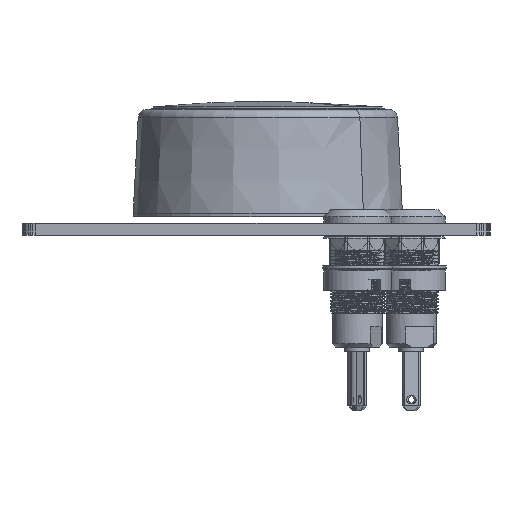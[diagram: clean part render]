
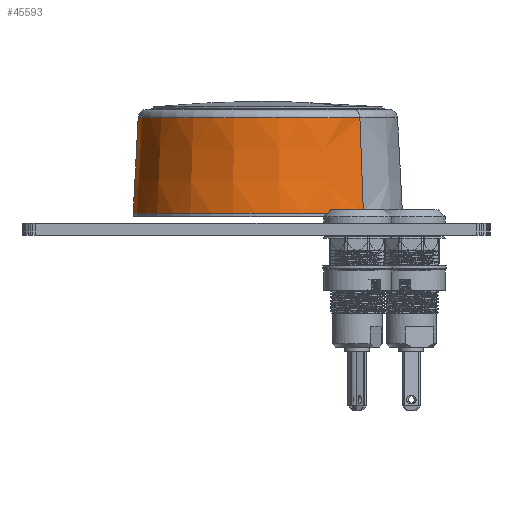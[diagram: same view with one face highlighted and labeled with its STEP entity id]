
A CAD part, left-side view. The second image highlights one B-rep face of the part: STEP entity #45593.
In plain terms, the highlighted conical face has half-angle 3 degrees and reference radius 20 mm.
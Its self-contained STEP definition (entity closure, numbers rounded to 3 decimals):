
#45292 = VERTEX_POINT('',#45293);
#45293 = CARTESIAN_POINT('',(0.,14.661,
    19.258));
#45300 = EDGE_CURVE('',#45301,#45292,#45303,.T.);
#45301 = VERTEX_POINT('',#45302);
#45302 = CARTESIAN_POINT('',(0.,14.661,-19.258));
#45303 = CIRCLE('',#45304,19.258);
#45304 = AXIS2_PLACEMENT_3D('',#45305,#45306,#45307);
#45305 = CARTESIAN_POINT('',(0.,14.661,0.));
#45306 = DIRECTION('',(0.,-1.,0.));
#45307 = DIRECTION('',(0.,0.,1.));
#45593 = ADVANCED_FACE('',(#45594),#45620,.T.);
#45594 = FACE_BOUND('',#45595,.T.);
#45595 = EDGE_LOOP('',(#45596,#45597,#45605,#45614));
#45596 = ORIENTED_EDGE('',*,*,#45300,.T.);
#45597 = ORIENTED_EDGE('',*,*,#45598,.T.);
#45598 = EDGE_CURVE('',#45292,#45599,#45601,.T.);
#45599 = VERTEX_POINT('',#45600);
#45600 = CARTESIAN_POINT('',(0.,0.5,20.));
#45601 = LINE('',#45602,#45603);
#45602 = CARTESIAN_POINT('',(0.,0.5,20.));
#45603 = VECTOR('',#45604,1.);
#45604 = DIRECTION('',(0.,-0.999,
    0.052));
#45605 = ORIENTED_EDGE('',*,*,#45606,.T.);
#45606 = EDGE_CURVE('',#45599,#45607,#45609,.T.);
#45607 = VERTEX_POINT('',#45608);
#45608 = CARTESIAN_POINT('',(0.,0.5,-20.));
#45609 = CIRCLE('',#45610,20.);
#45610 = AXIS2_PLACEMENT_3D('',#45611,#45612,#45613);
#45611 = CARTESIAN_POINT('',(0.,0.5,0.));
#45612 = DIRECTION('',(-0.,1.,0.));
#45613 = DIRECTION('',(0.,0.,1.));
#45614 = ORIENTED_EDGE('',*,*,#45615,.F.);
#45615 = EDGE_CURVE('',#45301,#45607,#45616,.T.);
#45616 = LINE('',#45617,#45618);
#45617 = CARTESIAN_POINT('',(0.,0.5,-20.));
#45618 = VECTOR('',#45619,1.);
#45619 = DIRECTION('',(0.,-0.999,-0.052));
#45620 = CONICAL_SURFACE('',#45621,20.,0.052);
#45621 = AXIS2_PLACEMENT_3D('',#45622,#45623,#45624);
#45622 = CARTESIAN_POINT('',(0.,0.5,0.));
#45623 = DIRECTION('',(0.,-1.,0.));
#45624 = DIRECTION('',(0.,0.,-1.));
